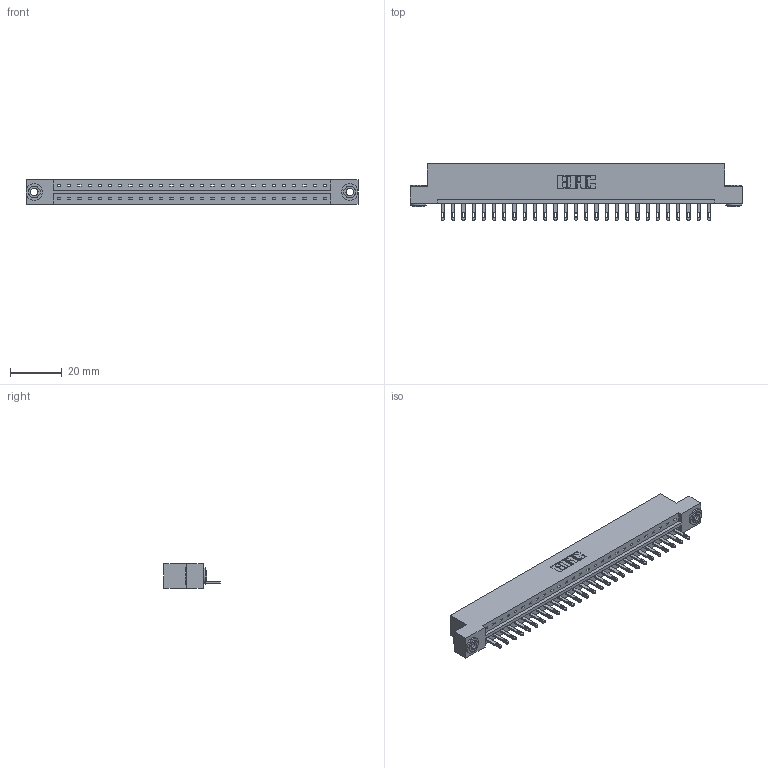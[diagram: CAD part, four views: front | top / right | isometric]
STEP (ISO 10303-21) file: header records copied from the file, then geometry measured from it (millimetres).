
FILE_DESCRIPTION (( 'STEP AP203' ), '1' );
FILE_NAME ('333-027-500-103.STEP', '2018-08-02T13:40:40', ( '' ), ( '' ), 'SwSTEP 2.0', 'SolidWorks 2016', '' );
FILE_SCHEMA (( 'CONFIG_CONTROL_DESIGN' ));
Length unit declared in the file: inch
Products named in the file (4): 345-250-002_345-250-002-102; 333-027-500-103; 333 Part_Flush - .156 Dia - TH; 345-292-001_345-293-100
Assembly tree (30 placements, depth 2):
  333-027-500-103
    333 Part_Flush - .156 Dia - TH
    345-292-001_345-293-100  x27
    345-250-002_345-250-002-102  x2
Bounding box: 128.52 x 21.85 x 9.4 mm (x, y, z)
Volume: 12840.2 mm3; surface area: 14087.9 mm2
Topology: 30 solids, 30 shells, 1610 faces, 4923 edges, 3278 vertices
Faces by surface type: plane 1052, cylinder 550, cone 8
Entity records: 19026 total; most frequent: CARTESIAN_POINT 3262, ORIENTED_EDGE 3218, DIRECTION 2817, EDGE_CURVE 1609, VECTOR 1453, LINE 1453, VERTEX_POINT 1070, AXIS2_PLACEMENT_3D 682
